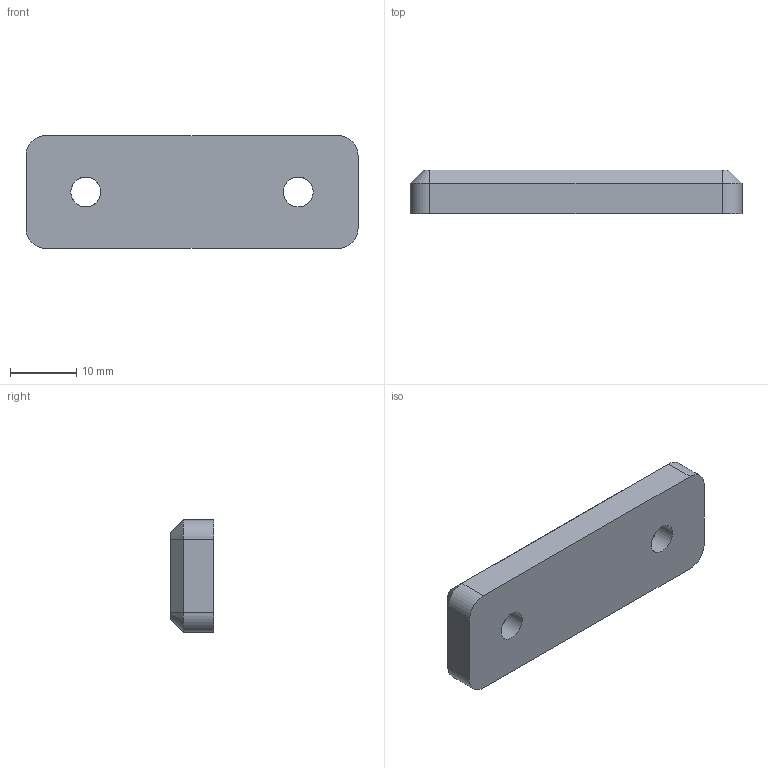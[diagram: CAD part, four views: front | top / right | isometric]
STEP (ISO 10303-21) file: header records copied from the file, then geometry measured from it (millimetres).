
FILE_DESCRIPTION(/* description */ (''),/* implementation_level */ '2;1');
FILE_NAME(/* name */ 'B-MSC32.stp',/* time_stamp */ '2025-01-16T20:08:22+09:00',/* author */ ('user'),/* organization */ (''),/* preprocessor_version */ 'ST-DEVELOPER v15.6',/* originating_system */ 'Autodesk Inventor 2015',/* authorisation */ '');
FILE_SCHEMA (('AUTOMOTIVE_DESIGN { 1 0 10303 214 3 1 1 }'));
Length unit declared in the file: millimetre
Products named in the file (3): 몸체; 와샤; B-MSC32
Bounding box: 50 x 6.6 x 17 mm (x, y, z)
Volume: 4761.5 mm3; surface area: 2946.2 mm2
Topology: 3 solids, 3 shells, 32 faces, 64 edges, 40 vertices
Faces by surface type: plane 16, cylinder 12, cone 4
Full cylindrical faces by diameter (mm): 4.5 x4, 10 x4
Entity records: 804 total; most frequent: DIRECTION 144, CARTESIAN_POINT 122, ORIENTED_EDGE 104, AXIS2_PLACEMENT_3D 58, EDGE_CURVE 52, EDGE_LOOP 42, VERTEX_POINT 36, FACE_OUTER_BOUND 28
